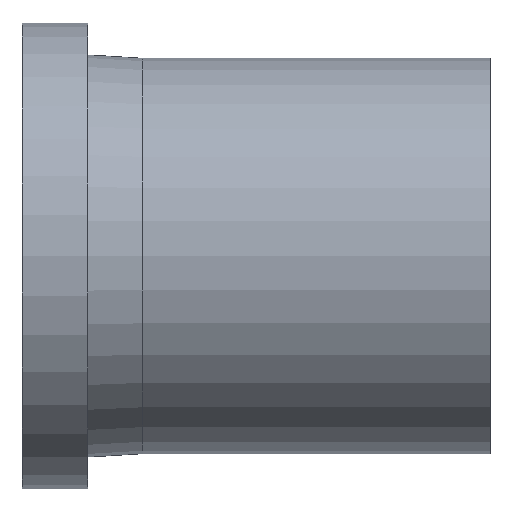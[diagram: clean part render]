
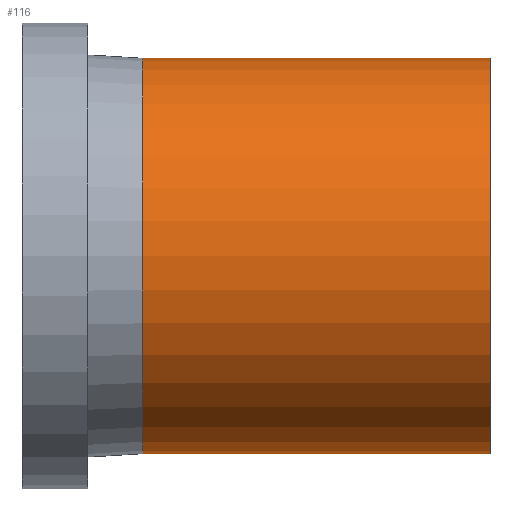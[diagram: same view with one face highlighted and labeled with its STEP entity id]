
A CAD part, top view. The second image highlights one B-rep face of the part: STEP entity #116.
In plain terms, the highlighted cylindrical face has radius 90 mm (diameter 180 mm), a partial arc.
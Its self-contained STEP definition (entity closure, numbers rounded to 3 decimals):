
#78 = EDGE_CURVE( '', #106, #134, #190, .T. );
#90 = VERTEX_POINT( '', #204 );
#94 = VERTEX_POINT( '', #208 );
#106 = VERTEX_POINT( '', #224 );
#116 = ADVANCED_FACE( '', ( #235 ), #236, .T. );
#118 = EDGE_CURVE( '', #90, #94, #238, .T. );
#124 = EDGE_CURVE( '', #106, #90, #244, .T. );
#134 = VERTEX_POINT( '', #254 );
#138 = EDGE_CURVE( '', #94, #134, #260, .T. );
#190 = CIRCLE( '', #310, 90. );
#204 = CARTESIAN_POINT( '', ( 0., -90., 0. ) );
#208 = CARTESIAN_POINT( '', ( 0., 90., 0. ) );
#224 = CARTESIAN_POINT( '', ( -158., -90., 0. ) );
#235 = FACE_OUTER_BOUND( '', #362, .T. );
#236 = CYLINDRICAL_SURFACE( '', #363, 90. );
#238 = CIRCLE( '', #366, 90. );
#244 = LINE( '', #374, #375 );
#254 = CARTESIAN_POINT( '', ( -158., 90., 0. ) );
#260 = LINE( '', #398, #399 );
#310 = AXIS2_PLACEMENT_3D( '', #443, #444, #445 );
#362 = EDGE_LOOP( '', ( #505, #506, #507, #508 ) );
#363 = AXIS2_PLACEMENT_3D( '', #509, #510, #511 );
#366 = AXIS2_PLACEMENT_3D( '', #512, #513, #514 );
#374 = CARTESIAN_POINT( '', ( -79., -90., 0. ) );
#375 = VECTOR( '', #518, 1. );
#398 = CARTESIAN_POINT( '', ( -79., 90., 0. ) );
#399 = VECTOR( '', #535, 1. );
#443 = CARTESIAN_POINT( '', ( -158., 0., 0. ) );
#444 = DIRECTION( '', ( -1., 0., 0. ) );
#445 = DIRECTION( '', ( 0., 1., 0. ) );
#505 = ORIENTED_EDGE( '', *, *, #138, .T. );
#506 = ORIENTED_EDGE( '', *, *, #78, .F. );
#507 = ORIENTED_EDGE( '', *, *, #124, .T. );
#508 = ORIENTED_EDGE( '', *, *, #118, .T. );
#509 = CARTESIAN_POINT( '', ( -79., 0., 0. ) );
#510 = DIRECTION( '', ( 1., 0., 0. ) );
#511 = DIRECTION( '', ( 0., 1., 0. ) );
#512 = CARTESIAN_POINT( '', ( 0., 0., 0. ) );
#513 = DIRECTION( '', ( -1., 0., 0. ) );
#514 = DIRECTION( '', ( 0., 1., 0. ) );
#518 = DIRECTION( '', ( 1., 0., 0. ) );
#535 = DIRECTION( '', ( -1., 0., 0. ) );
